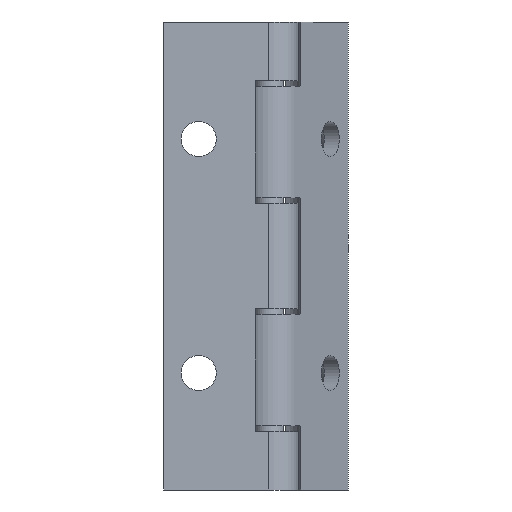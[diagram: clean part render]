
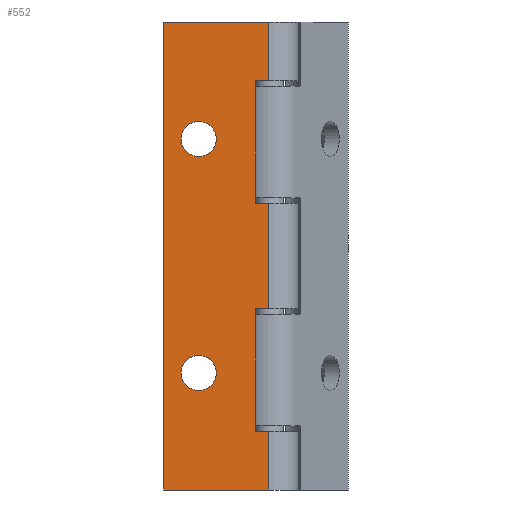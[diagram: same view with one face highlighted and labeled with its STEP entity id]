
A CAD part, front view. The second image highlights one B-rep face of the part: STEP entity #552.
In plain terms, the highlighted planar face has unit normal (0, -1, 0).
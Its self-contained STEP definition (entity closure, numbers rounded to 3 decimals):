
#2 = EDGE_CURVE ( 'NONE', #159, #956, #129, .T. ) ;
#23 = DIRECTION ( 'NONE',  ( 0., 0., -1. ) ) ;
#39 = DIRECTION ( 'NONE',  ( 1., 0., 0. ) ) ;
#77 = AXIS2_PLACEMENT_3D ( 'NONE', #172, #1924, #23 ) ;
#87 = LINE ( 'NONE', #1847, #1872 ) ;
#109 = VERTEX_POINT ( 'NONE', #1264 ) ;
#111 = LINE ( 'NONE', #1304, #1192 ) ;
#119 = CARTESIAN_POINT ( 'NONE',  ( -6., 0., -30. ) ) ;
#129 = LINE ( 'NONE', #529, #1786 ) ;
#132 = CARTESIAN_POINT ( 'NONE',  ( -6., 0., -31.5 ) ) ;
#137 = CIRCLE ( 'NONE', #1221, 1.5 ) ;
#138 = EDGE_CURVE ( 'NONE', #312, #1427, #1618, .T. ) ;
#139 = VECTOR ( 'NONE', #1433, 1000. ) ;
#159 = VERTEX_POINT ( 'NONE', #1197 ) ;
#172 = CARTESIAN_POINT ( 'NONE',  ( -6., 0., -30. ) ) ;
#177 = CIRCLE ( 'NONE', #77, 1.5 ) ;
#192 = ORIENTED_EDGE ( 'NONE', *, *, #540, .F. ) ;
#216 = VECTOR ( 'NONE', #580, 1000. ) ;
#249 = CARTESIAN_POINT ( 'NONE',  ( 0., 0., -40. ) ) ;
#288 = DIRECTION ( 'NONE',  ( 0., 0., -1. ) ) ;
#302 = ORIENTED_EDGE ( 'NONE', *, *, #1517, .F. ) ;
#311 = CARTESIAN_POINT ( 'NONE',  ( -1.146, 0., -15.5 ) ) ;
#312 = VERTEX_POINT ( 'NONE', #1209 ) ;
#313 = DIRECTION ( 'NONE',  ( 0., 0., -1. ) ) ;
#319 = CARTESIAN_POINT ( 'NONE',  ( -9., 0., 0. ) ) ;
#320 = DIRECTION ( 'NONE',  ( 0., 0., 1. ) ) ;
#337 = CARTESIAN_POINT ( 'NONE',  ( 0., 0., -40. ) ) ;
#344 = EDGE_CURVE ( 'NONE', #1427, #698, #1651, .T. ) ;
#353 = EDGE_CURVE ( 'NONE', #570, #900, #500, .T. ) ;
#392 = DIRECTION ( 'NONE',  ( 0., 0., 1. ) ) ;
#411 = VERTEX_POINT ( 'NONE', #438 ) ;
#415 = FACE_OUTER_BOUND ( 'NONE', #748, .T. ) ;
#419 = ORIENTED_EDGE ( 'NONE', *, *, #353, .F. ) ;
#429 = DIRECTION ( 'NONE',  ( 0., 1., 0. ) ) ;
#438 = CARTESIAN_POINT ( 'NONE',  ( -1.146, 0., -35. ) ) ;
#455 = CARTESIAN_POINT ( 'NONE',  ( -9., 0., -40. ) ) ;
#467 = LINE ( 'NONE', #1331, #1048 ) ;
#480 = VERTEX_POINT ( 'NONE', #839 ) ;
#493 = LINE ( 'NONE', #1239, #568 ) ;
#500 = CIRCLE ( 'NONE', #597, 1.5 ) ;
#503 = AXIS2_PLACEMENT_3D ( 'NONE', #1724, #429, #392 ) ;
#513 = EDGE_CURVE ( 'NONE', #1417, #411, #645, .T. ) ;
#514 = DIRECTION ( 'NONE',  ( 1., 0., 0. ) ) ;
#515 = ORIENTED_EDGE ( 'NONE', *, *, #735, .F. ) ;
#525 = CARTESIAN_POINT ( 'NONE',  ( -9., 0., 0. ) ) ;
#529 = CARTESIAN_POINT ( 'NONE',  ( 0., 0., -40. ) ) ;
#540 = EDGE_CURVE ( 'NONE', #1919, #159, #1700, .T. ) ;
#541 = CARTESIAN_POINT ( 'NONE',  ( -6., 0., -10. ) ) ;
#549 = CARTESIAN_POINT ( 'NONE',  ( 0., 0., -24.5 ) ) ;
#552 = ADVANCED_FACE ( 'NONE', ( #946, #1758, #415 ), #1914, .F. ) ;
#558 = CARTESIAN_POINT ( 'NONE',  ( -1.146, 0., -5. ) ) ;
#559 = ORIENTED_EDGE ( 'NONE', *, *, #513, .T. ) ;
#568 = VECTOR ( 'NONE', #954, 1000. ) ;
#570 = VERTEX_POINT ( 'NONE', #132 ) ;
#580 = DIRECTION ( 'NONE',  ( 0., 0., 1. ) ) ;
#597 = AXIS2_PLACEMENT_3D ( 'NONE', #119, #1572, #1605 ) ;
#601 = EDGE_CURVE ( 'NONE', #689, #411, #111, .T. ) ;
#613 = VERTEX_POINT ( 'NONE', #558 ) ;
#645 = LINE ( 'NONE', #1626, #1684 ) ;
#650 = CARTESIAN_POINT ( 'NONE',  ( -1.146, 0., -24.5 ) ) ;
#679 = DIRECTION ( 'NONE',  ( 0., 0., -1. ) ) ;
#689 = VERTEX_POINT ( 'NONE', #650 ) ;
#698 = VERTEX_POINT ( 'NONE', #1817 ) ;
#735 = EDGE_CURVE ( 'NONE', #698, #1844, #919, .T. ) ;
#748 = EDGE_LOOP ( 'NONE', ( #1498, #1881, #192, #1315, #1458, #515, #975, #1107, #302, #978, #559, #827 ) ) ;
#792 = ORIENTED_EDGE ( 'NONE', *, *, #1759, .T. ) ;
#795 = EDGE_LOOP ( 'NONE', ( #1707, #419 ) ) ;
#827 = ORIENTED_EDGE ( 'NONE', *, *, #601, .F. ) ;
#839 = CARTESIAN_POINT ( 'NONE',  ( -6., 0., -11.5 ) ) ;
#900 = VERTEX_POINT ( 'NONE', #1443 ) ;
#906 = ORIENTED_EDGE ( 'NONE', *, *, #1830, .T. ) ;
#915 = DIRECTION ( 'NONE',  ( -1., 0., 0. ) ) ;
#919 = LINE ( 'NONE', #337, #964 ) ;
#946 = FACE_BOUND ( 'NONE', #795, .T. ) ;
#949 = LINE ( 'NONE', #1543, #1789 ) ;
#954 = DIRECTION ( 'NONE',  ( -1., 0., 0. ) ) ;
#956 = VERTEX_POINT ( 'NONE', #549 ) ;
#964 = VECTOR ( 'NONE', #313, 1000. ) ;
#975 = ORIENTED_EDGE ( 'NONE', *, *, #344, .F. ) ;
#978 = ORIENTED_EDGE ( 'NONE', *, *, #1077, .F. ) ;
#1022 = DIRECTION ( 'NONE',  ( 0., 1., 0. ) ) ;
#1048 = VECTOR ( 'NONE', #1354, 1000. ) ;
#1077 = EDGE_CURVE ( 'NONE', #1417, #1200, #1579, .T. ) ;
#1104 = EDGE_CURVE ( 'NONE', #613, #1844, #87, .T. ) ;
#1105 = DIRECTION ( 'NONE',  ( -1., 0., 0. ) ) ;
#1106 = CARTESIAN_POINT ( 'NONE',  ( 0., 0., -40. ) ) ;
#1107 = ORIENTED_EDGE ( 'NONE', *, *, #138, .F. ) ;
#1156 = DIRECTION ( 'NONE',  ( 0., 0., 1. ) ) ;
#1179 = CIRCLE ( 'NONE', #1509, 1.5 ) ;
#1192 = VECTOR ( 'NONE', #288, 1000. ) ;
#1197 = CARTESIAN_POINT ( 'NONE',  ( 0., 0., -15.5 ) ) ;
#1200 = VERTEX_POINT ( 'NONE', #1106 ) ;
#1209 = CARTESIAN_POINT ( 'NONE',  ( -9., 0., -40. ) ) ;
#1221 = AXIS2_PLACEMENT_3D ( 'NONE', #541, #1022, #1156 ) ;
#1239 = CARTESIAN_POINT ( 'NONE',  ( -9., 0., -40. ) ) ;
#1264 = CARTESIAN_POINT ( 'NONE',  ( -6., 0., -8.5 ) ) ;
#1304 = CARTESIAN_POINT ( 'NONE',  ( -1.146, 0., -24.5 ) ) ;
#1315 = ORIENTED_EDGE ( 'NONE', *, *, #1913, .T. ) ;
#1331 = CARTESIAN_POINT ( 'NONE',  ( -1.146, 0., -15.5 ) ) ;
#1354 = DIRECTION ( 'NONE',  ( 0., 0., 1. ) ) ;
#1405 = CARTESIAN_POINT ( 'NONE',  ( 0., 0., -15.5 ) ) ;
#1414 = EDGE_CURVE ( 'NONE', #956, #689, #949, .T. ) ;
#1417 = VERTEX_POINT ( 'NONE', #1702 ) ;
#1427 = VERTEX_POINT ( 'NONE', #525 ) ;
#1433 = DIRECTION ( 'NONE',  ( 0., 0., -1. ) ) ;
#1443 = CARTESIAN_POINT ( 'NONE',  ( -6., 0., -28.5 ) ) ;
#1458 = ORIENTED_EDGE ( 'NONE', *, *, #1104, .T. ) ;
#1495 = VECTOR ( 'NONE', #39, 1000. ) ;
#1498 = ORIENTED_EDGE ( 'NONE', *, *, #1414, .F. ) ;
#1502 = DIRECTION ( 'NONE',  ( 0., 1., 0. ) ) ;
#1509 = AXIS2_PLACEMENT_3D ( 'NONE', #1918, #1502, #320 ) ;
#1517 = EDGE_CURVE ( 'NONE', #1200, #312, #493, .T. ) ;
#1533 = DIRECTION ( 'NONE',  ( 1., 0., 0. ) ) ;
#1543 = CARTESIAN_POINT ( 'NONE',  ( 0., 0., -24.5 ) ) ;
#1571 = EDGE_LOOP ( 'NONE', ( #906, #792 ) ) ;
#1572 = DIRECTION ( 'NONE',  ( 0., -1., 0. ) ) ;
#1579 = LINE ( 'NONE', #249, #139 ) ;
#1605 = DIRECTION ( 'NONE',  ( 0., 0., -1. ) ) ;
#1618 = LINE ( 'NONE', #455, #216 ) ;
#1626 = CARTESIAN_POINT ( 'NONE',  ( 0., 0., -35. ) ) ;
#1631 = VECTOR ( 'NONE', #1533, 1000. ) ;
#1651 = LINE ( 'NONE', #319, #1495 ) ;
#1684 = VECTOR ( 'NONE', #915, 1000. ) ;
#1700 = LINE ( 'NONE', #1405, #1631 ) ;
#1702 = CARTESIAN_POINT ( 'NONE',  ( 0., 0., -35. ) ) ;
#1707 = ORIENTED_EDGE ( 'NONE', *, *, #1916, .F. ) ;
#1724 = CARTESIAN_POINT ( 'NONE',  ( 0., 0., 0. ) ) ;
#1758 = FACE_BOUND ( 'NONE', #1571, .T. ) ;
#1759 = EDGE_CURVE ( 'NONE', #480, #109, #137, .T. ) ;
#1786 = VECTOR ( 'NONE', #679, 1000. ) ;
#1789 = VECTOR ( 'NONE', #1105, 1000. ) ;
#1792 = CARTESIAN_POINT ( 'NONE',  ( 0., 0., -5. ) ) ;
#1817 = CARTESIAN_POINT ( 'NONE',  ( 0., 0., 0. ) ) ;
#1830 = EDGE_CURVE ( 'NONE', #109, #480, #1179, .T. ) ;
#1844 = VERTEX_POINT ( 'NONE', #1792 ) ;
#1847 = CARTESIAN_POINT ( 'NONE',  ( 0., 0., -5. ) ) ;
#1872 = VECTOR ( 'NONE', #514, 1000. ) ;
#1881 = ORIENTED_EDGE ( 'NONE', *, *, #2, .F. ) ;
#1913 = EDGE_CURVE ( 'NONE', #1919, #613, #467, .T. ) ;
#1914 = PLANE ( 'NONE',  #503 ) ;
#1916 = EDGE_CURVE ( 'NONE', #900, #570, #177, .T. ) ;
#1918 = CARTESIAN_POINT ( 'NONE',  ( -6., 0., -10. ) ) ;
#1919 = VERTEX_POINT ( 'NONE', #311 ) ;
#1924 = DIRECTION ( 'NONE',  ( 0., -1., 0. ) ) ;
